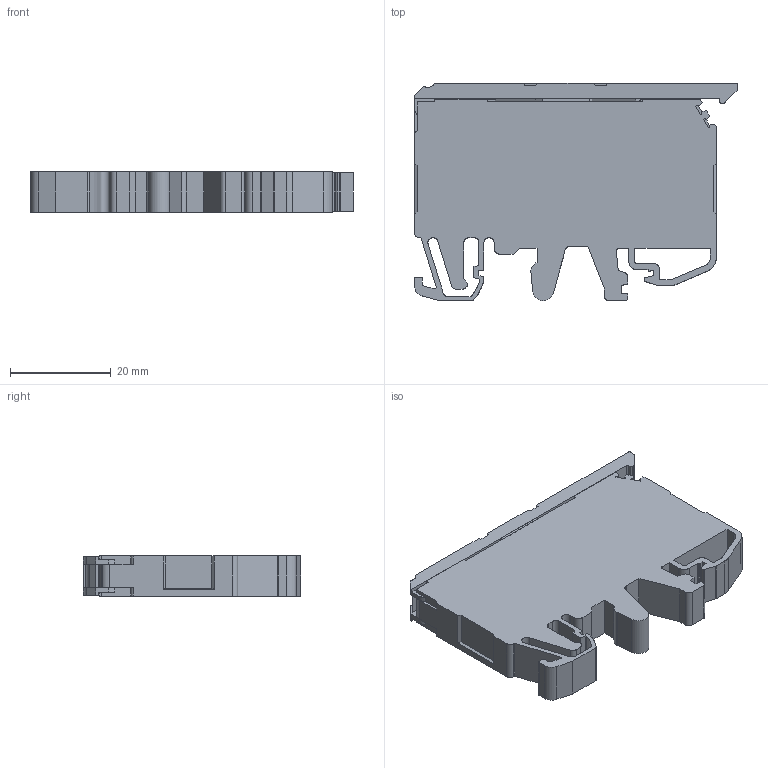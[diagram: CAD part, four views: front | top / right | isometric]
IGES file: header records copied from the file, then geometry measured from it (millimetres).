
Start section: SolidWorks IGES file using analytic representation for surfaces
Global section: file name: 351100_ASK 2 S_BG.IGS; native system: SolidWorks 2015; preprocessor: SolidWorks 2015; author: guveng; date: 150810.082931; units: millimetre
Bounding box: 64.18 x 43.2 x 8 mm (x, y, z)
Surface area: 8218.3 mm2 (no closed solid volume)
Topology: 0 solids, 0 shells, 282 faces, 3367 edges, 4172 vertices
Faces by surface type: bspline 199, revolution 83
